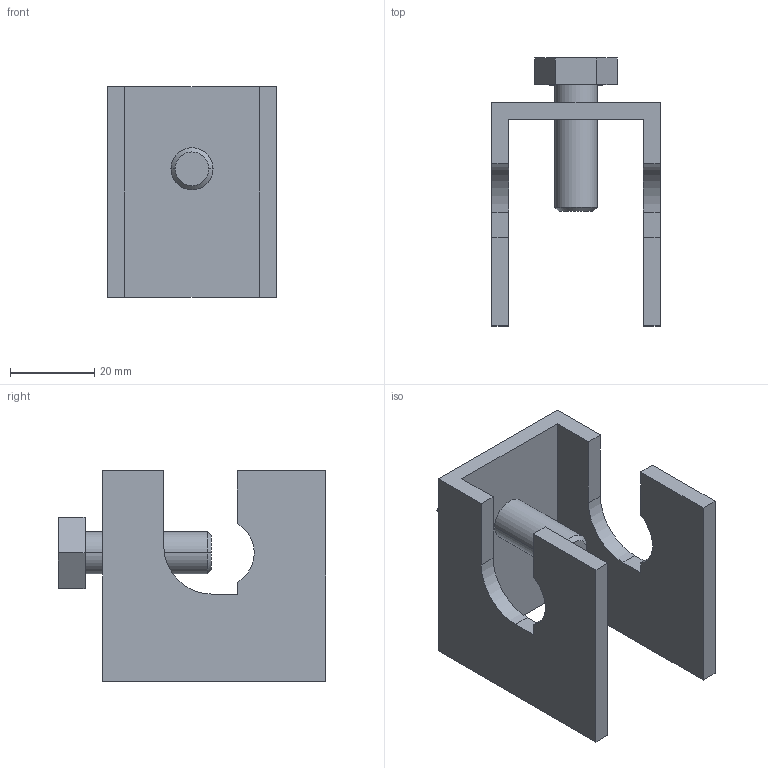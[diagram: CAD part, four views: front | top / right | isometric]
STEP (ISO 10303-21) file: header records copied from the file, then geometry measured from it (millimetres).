
FILE_DESCRIPTION((''),'2;1');
FILE_NAME('5014468_ASM','2012-11-28T',('AndreasKeweloh'),(''),'PRO/ENGINEER BY PARAMETRIC TECHNOLOGY CORPORATION, 2012230','PRO/ENGINEER BY PARAMETRIC TECHNOLOGY CORPORATION, 2012230','');
FILE_SCHEMA(('CONFIG_CONTROL_DESIGN'));
Length unit declared in the file: millimetre
Products named in the file (3): SECHSKANTSCHRAUBE_DIN_933-M10X3; 5014468; 5014468_ASM
Assembly tree (2 placements, depth 2):
  5014468_ASM
    SECHSKANTSCHRAUBE_DIN_933-M10X3
    5014468
Bounding box: 40 x 63.57 x 50 mm (x, y, z)
Volume: 27129.5 mm3; surface area: 15450.5 mm2
Topology: 2 solids, 2 shells, 85 faces, 207 edges, 136 vertices
Faces by surface type: plane 55, cylinder 16, extrusion 8, cone 6
Entity records: 3013 total; most frequent: CARTESIAN_POINT 915, ORIENTED_EDGE 414, DIRECTION 401, EDGE_CURVE 207, VECTOR 161, LINE 153, VERTEX_POINT 136, AXIS2_PLACEMENT_3D 120
